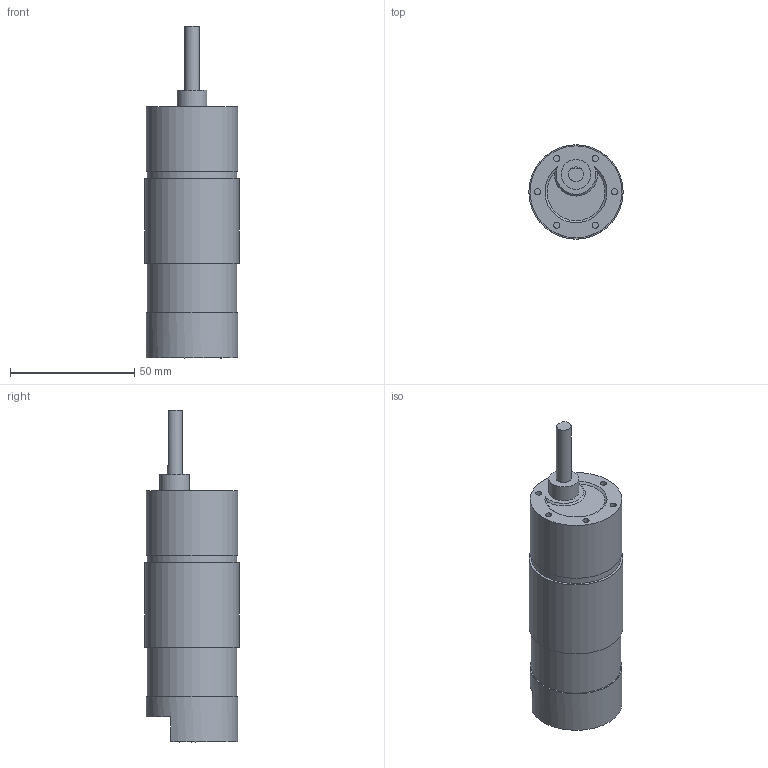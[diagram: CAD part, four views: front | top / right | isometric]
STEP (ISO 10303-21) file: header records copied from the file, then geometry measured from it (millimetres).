
FILE_DESCRIPTION(/* description */ (''),/* implementation_level */ '2;1');
FILE_NAME(/* name */ 'fc18-011_NeveRestMotor.ipt.step',/* time_stamp */ '2017-11-30T10:34:16-08:00',/* author */ ('Autodesk Inc.'),/* organization */ ('Autodesk Inc.'),/* preprocessor_version */ 'ST-DEVELOPER v16.13',/* originating_system */ 'Autodesk Inventor 2018',/* authorisation */ '');
FILE_SCHEMA (('AUTOMOTIVE_DESIGN { 1 0 10303 214 3 1 1 }'));
Length unit declared in the file: millimetre
Products named in the file (1): fc18-011
Bounding box: 38 x 38 x 133.72 mm (x, y, z)
Volume: 108100.8 mm3; surface area: 15161.7 mm2
Topology: 1 solids, 1 shells, 327 faces, 852 edges, 568 vertices
Faces by surface type: plane 186, bspline 126, cylinder 13, cone 2
Full cylindrical faces by diameter (mm): 2.5 x6, 6 x1, 12 x1, 36 x2, 37 x2, 38 x1
Entity records: 17126 total; most frequent: CARTESIAN_POINT 9595, ORIENTED_EDGE 1674, DIRECTION 1019, EDGE_CURVE 837, VERTEX_POINT 566, LINE 551, VECTOR 551, EDGE_LOOP 381
